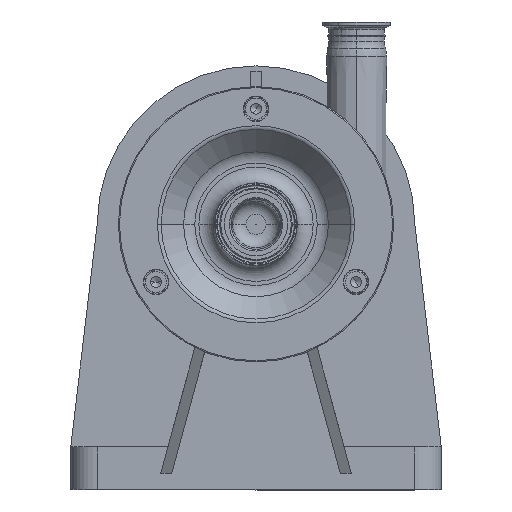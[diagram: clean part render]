
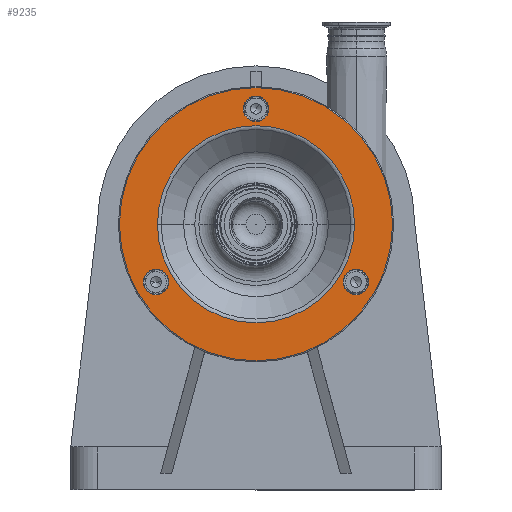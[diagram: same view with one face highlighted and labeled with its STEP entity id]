
A CAD part, top view. The second image highlights one B-rep face of the part: STEP entity #9235.
In plain terms, the highlighted planar face has unit normal (0, 0, 1).
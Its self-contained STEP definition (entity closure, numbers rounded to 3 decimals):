
#28 = DIRECTION ( 'NONE',  ( 0., 0., -1. ) ) ;
#105 = DIRECTION ( 'NONE',  ( -1., 0., 0. ) ) ;
#180 = VERTEX_POINT ( 'NONE', #15768 ) ;
#211 = FACE_BOUND ( 'NONE', #6487, .T. ) ;
#223 = AXIS2_PLACEMENT_3D ( 'NONE', #1866, #8856, #5899 ) ;
#231 = CIRCLE ( 'NONE', #6198, 12. ) ;
#305 = CARTESIAN_POINT ( 'NONE',  ( 0., 250., 93.5 ) ) ;
#686 = CARTESIAN_POINT ( 'NONE',  ( -94.397, 195.5, 93.5 ) ) ;
#797 = CIRCLE ( 'NONE', #11033, 93.071 ) ;
#985 = CIRCLE ( 'NONE', #12370, 12. ) ;
#1036 = DIRECTION ( 'NONE',  ( -1., 0., 0. ) ) ;
#1148 = EDGE_LOOP ( 'NONE', ( #12824, #4184 ) ) ;
#1167 = EDGE_CURVE ( 'NONE', #180, #3965, #985, .T. ) ;
#1281 = FACE_BOUND ( 'NONE', #1148, .T. ) ;
#1457 = FACE_OUTER_BOUND ( 'NONE', #14881, .T. ) ;
#1518 = EDGE_CURVE ( 'NONE', #17073, #10148, #12968, .T. ) ;
#1732 = DIRECTION ( 'NONE',  ( 0., 0., -1. ) ) ;
#1866 = CARTESIAN_POINT ( 'NONE',  ( 0., 250., 93.5 ) ) ;
#1902 = DIRECTION ( 'NONE',  ( -1., 0., 0. ) ) ;
#2715 = ORIENTED_EDGE ( 'NONE', *, *, #1167, .T. ) ;
#2778 = CIRCLE ( 'NONE', #9355, 129. ) ;
#2897 = PLANE ( 'NONE',  #9628 ) ;
#3051 = CARTESIAN_POINT ( 'NONE',  ( 94.397, 195.5, 93.5 ) ) ;
#3123 = CIRCLE ( 'NONE', #11091, 12. ) ;
#3632 = VERTEX_POINT ( 'NONE', #15614 ) ;
#3663 = AXIS2_PLACEMENT_3D ( 'NONE', #7085, #9409, #12503 ) ;
#3734 = DIRECTION ( 'NONE',  ( 0., 0., -1. ) ) ;
#3815 = CARTESIAN_POINT ( 'NONE',  ( -12., 359., 93.5 ) ) ;
#3965 = VERTEX_POINT ( 'NONE', #11374 ) ;
#4088 = DIRECTION ( 'NONE',  ( 0., 0., -1. ) ) ;
#4116 = ORIENTED_EDGE ( 'NONE', *, *, #5198, .T. ) ;
#4184 = ORIENTED_EDGE ( 'NONE', *, *, #14093, .T. ) ;
#4596 = CARTESIAN_POINT ( 'NONE',  ( 94.397, 195.5, 93.5 ) ) ;
#5198 = EDGE_CURVE ( 'NONE', #11694, #14362, #3123, .T. ) ;
#5348 = ORIENTED_EDGE ( 'NONE', *, *, #9193, .T. ) ;
#5386 = ORIENTED_EDGE ( 'NONE', *, *, #5747, .F. ) ;
#5494 = DIRECTION ( 'NONE',  ( -1., 0., 0. ) ) ;
#5581 = CARTESIAN_POINT ( 'NONE',  ( 0., 250., 93.5 ) ) ;
#5747 = EDGE_CURVE ( 'NONE', #10148, #17073, #2778, .T. ) ;
#5771 = DIRECTION ( 'NONE',  ( 0., 0., -1. ) ) ;
#5899 = DIRECTION ( 'NONE',  ( -1., 0., 0. ) ) ;
#5944 = CIRCLE ( 'NONE', #3663, 12. ) ;
#6093 = CARTESIAN_POINT ( 'NONE',  ( 106.397, 195.5, 93.5 ) ) ;
#6198 = AXIS2_PLACEMENT_3D ( 'NONE', #4596, #1732, #1902 ) ;
#6487 = EDGE_LOOP ( 'NONE', ( #9082, #5348 ) ) ;
#6688 = VERTEX_POINT ( 'NONE', #13296 ) ;
#7085 = CARTESIAN_POINT ( 'NONE',  ( -94.397, 195.5, 93.5 ) ) ;
#7455 = EDGE_CURVE ( 'NONE', #6688, #13078, #13991, .T. ) ;
#7500 = ORIENTED_EDGE ( 'NONE', *, *, #1518, .F. ) ;
#8048 = CARTESIAN_POINT ( 'NONE',  ( 129., 250., 93.5 ) ) ;
#8363 = EDGE_CURVE ( 'NONE', #14362, #11694, #231, .T. ) ;
#8856 = DIRECTION ( 'NONE',  ( 0., 0., -1. ) ) ;
#9075 = CIRCLE ( 'NONE', #223, 93.071 ) ;
#9082 = ORIENTED_EDGE ( 'NONE', *, *, #11570, .T. ) ;
#9161 = AXIS2_PLACEMENT_3D ( 'NONE', #9847, #12596, #105 ) ;
#9193 = EDGE_CURVE ( 'NONE', #3632, #12200, #797, .T. ) ;
#9235 = ADVANCED_FACE ( 'NONE', ( #16474, #13869, #1281, #1457, #211 ), #2897, .F. ) ;
#9350 = CIRCLE ( 'NONE', #13599, 12. ) ;
#9355 = AXIS2_PLACEMENT_3D ( 'NONE', #13384, #4088, #12090 ) ;
#9409 = DIRECTION ( 'NONE',  ( 0., 0., -1. ) ) ;
#9628 = AXIS2_PLACEMENT_3D ( 'NONE', #16386, #5771, #17650 ) ;
#9709 = EDGE_CURVE ( 'NONE', #3965, #180, #5944, .T. ) ;
#9788 = EDGE_LOOP ( 'NONE', ( #2715, #13429 ) ) ;
#9810 = ORIENTED_EDGE ( 'NONE', *, *, #8363, .T. ) ;
#9847 = CARTESIAN_POINT ( 'NONE',  ( 0., 359., 93.5 ) ) ;
#10148 = VERTEX_POINT ( 'NONE', #13561 ) ;
#10269 = DIRECTION ( 'NONE',  ( 0., 0., -1. ) ) ;
#11033 = AXIS2_PLACEMENT_3D ( 'NONE', #305, #13782, #11096 ) ;
#11091 = AXIS2_PLACEMENT_3D ( 'NONE', #3051, #10269, #16006 ) ;
#11096 = DIRECTION ( 'NONE',  ( -1., 0., 0. ) ) ;
#11374 = CARTESIAN_POINT ( 'NONE',  ( -106.397, 195.5, 93.5 ) ) ;
#11570 = EDGE_CURVE ( 'NONE', #12200, #3632, #9075, .T. ) ;
#11694 = VERTEX_POINT ( 'NONE', #14455 ) ;
#12090 = DIRECTION ( 'NONE',  ( -1., 0., 0. ) ) ;
#12200 = VERTEX_POINT ( 'NONE', #12591 ) ;
#12370 = AXIS2_PLACEMENT_3D ( 'NONE', #686, #12732, #15437 ) ;
#12503 = DIRECTION ( 'NONE',  ( -1., 0., 0. ) ) ;
#12591 = CARTESIAN_POINT ( 'NONE',  ( -93.071, 250., 93.5 ) ) ;
#12596 = DIRECTION ( 'NONE',  ( 0., 0., -1. ) ) ;
#12732 = DIRECTION ( 'NONE',  ( 0., 0., -1. ) ) ;
#12824 = ORIENTED_EDGE ( 'NONE', *, *, #7455, .T. ) ;
#12968 = CIRCLE ( 'NONE', #17269, 129. ) ;
#13078 = VERTEX_POINT ( 'NONE', #3815 ) ;
#13296 = CARTESIAN_POINT ( 'NONE',  ( 12., 359., 93.5 ) ) ;
#13384 = CARTESIAN_POINT ( 'NONE',  ( 0., 250., 93.5 ) ) ;
#13429 = ORIENTED_EDGE ( 'NONE', *, *, #9709, .T. ) ;
#13561 = CARTESIAN_POINT ( 'NONE',  ( -129., 250., 93.5 ) ) ;
#13599 = AXIS2_PLACEMENT_3D ( 'NONE', #17221, #3734, #1036 ) ;
#13782 = DIRECTION ( 'NONE',  ( 0., 0., -1. ) ) ;
#13869 = FACE_BOUND ( 'NONE', #9788, .T. ) ;
#13991 = CIRCLE ( 'NONE', #9161, 12. ) ;
#14093 = EDGE_CURVE ( 'NONE', #13078, #6688, #9350, .T. ) ;
#14362 = VERTEX_POINT ( 'NONE', #6093 ) ;
#14455 = CARTESIAN_POINT ( 'NONE',  ( 82.397, 195.5, 93.5 ) ) ;
#14881 = EDGE_LOOP ( 'NONE', ( #5386, #7500 ) ) ;
#15437 = DIRECTION ( 'NONE',  ( -1., 0., 0. ) ) ;
#15614 = CARTESIAN_POINT ( 'NONE',  ( 93.071, 250., 93.5 ) ) ;
#15768 = CARTESIAN_POINT ( 'NONE',  ( -82.397, 195.5, 93.5 ) ) ;
#16006 = DIRECTION ( 'NONE',  ( -1., 0., 0. ) ) ;
#16386 = CARTESIAN_POINT ( 'NONE',  ( 0., 379., 93.5 ) ) ;
#16474 = FACE_BOUND ( 'NONE', #16988, .T. ) ;
#16988 = EDGE_LOOP ( 'NONE', ( #9810, #4116 ) ) ;
#17073 = VERTEX_POINT ( 'NONE', #8048 ) ;
#17221 = CARTESIAN_POINT ( 'NONE',  ( 0., 359., 93.5 ) ) ;
#17269 = AXIS2_PLACEMENT_3D ( 'NONE', #5581, #28, #5494 ) ;
#17650 = DIRECTION ( 'NONE',  ( -1., 0., 0. ) ) ;
